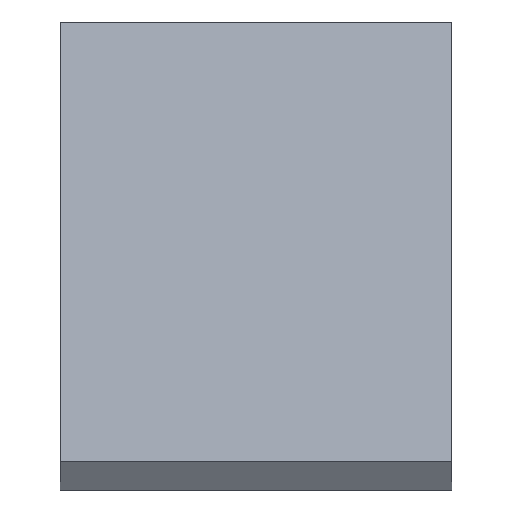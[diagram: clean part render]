
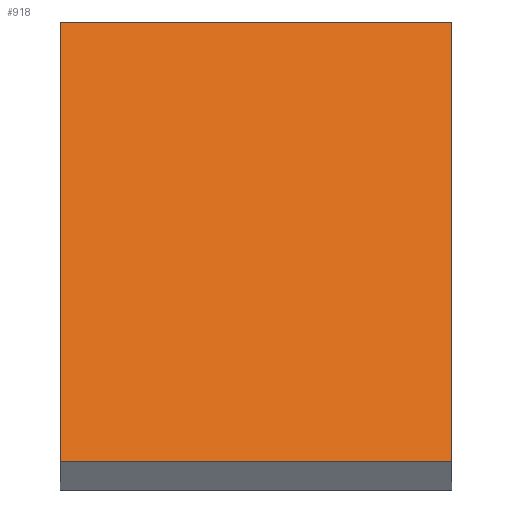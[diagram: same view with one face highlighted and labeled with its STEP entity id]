
A CAD part, top view. The second image highlights one B-rep face of the part: STEP entity #918.
In plain terms, the highlighted planar face has unit normal (0, 0.259, 0.966).
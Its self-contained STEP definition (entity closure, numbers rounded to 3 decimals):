
#23 = DIRECTION ( 'NONE',  ( -1., 0., 0. ) ) ;
#28 = PLANE ( 'NONE',  #275 ) ;
#41 = ORIENTED_EDGE ( 'NONE', *, *, #545, .T. ) ;
#64 = ORIENTED_EDGE ( 'NONE', *, *, #832, .T. ) ;
#137 = DIRECTION ( 'NONE',  ( -1., 0., 0. ) ) ;
#153 = EDGE_CURVE ( 'NONE', #521, #176, #869, .T. ) ;
#176 = VERTEX_POINT ( 'NONE', #586 ) ;
#252 = CARTESIAN_POINT ( 'NONE',  ( 19.363, 119.833, -22.879 ) ) ;
#263 = VERTEX_POINT ( 'NONE', #252 ) ;
#275 = AXIS2_PLACEMENT_3D ( 'NONE', #402, #898, #615 ) ;
#365 = VERTEX_POINT ( 'NONE', #634 ) ;
#367 = CARTESIAN_POINT ( 'NONE',  ( 19.363, 76.366, -11.232 ) ) ;
#381 = LINE ( 'NONE', #673, #556 ) ;
#402 = CARTESIAN_POINT ( 'NONE',  ( 19.363, 76.366, -11.232 ) ) ;
#403 = VECTOR ( 'NONE', #948, 1000. ) ;
#430 = LINE ( 'NONE', #738, #539 ) ;
#446 = DIRECTION ( 'NONE',  ( 0., 0.966, -0.259 ) ) ;
#503 = EDGE_CURVE ( 'NONE', #176, #365, #430, .T. ) ;
#521 = VERTEX_POINT ( 'NONE', #367 ) ;
#539 = VECTOR ( 'NONE', #446, 1000. ) ;
#545 = EDGE_CURVE ( 'NONE', #521, #263, #956, .T. ) ;
#553 = VECTOR ( 'NONE', #137, 1000. ) ;
#556 = VECTOR ( 'NONE', #23, 1000. ) ;
#585 = CARTESIAN_POINT ( 'NONE',  ( 19.363, 76.366, -11.232 ) ) ;
#586 = CARTESIAN_POINT ( 'NONE',  ( -19.363, 76.366, -11.232 ) ) ;
#588 = EDGE_LOOP ( 'NONE', ( #645, #924, #41, #64 ) ) ;
#615 = DIRECTION ( 'NONE',  ( 0., -0.966, 0.259 ) ) ;
#634 = CARTESIAN_POINT ( 'NONE',  ( -19.363, 119.833, -22.879 ) ) ;
#645 = ORIENTED_EDGE ( 'NONE', *, *, #503, .F. ) ;
#673 = CARTESIAN_POINT ( 'NONE',  ( 19.363, 119.833, -22.879 ) ) ;
#738 = CARTESIAN_POINT ( 'NONE',  ( -19.363, 76.366, -11.232 ) ) ;
#749 = FACE_OUTER_BOUND ( 'NONE', #588, .T. ) ;
#798 = CARTESIAN_POINT ( 'NONE',  ( 19.363, 76.366, -11.232 ) ) ;
#832 = EDGE_CURVE ( 'NONE', #263, #365, #381, .T. ) ;
#869 = LINE ( 'NONE', #798, #553 ) ;
#898 = DIRECTION ( 'NONE',  ( 0., 0.259, 0.966 ) ) ;
#918 = ADVANCED_FACE ( 'NONE', ( #749 ), #28, .T. ) ;
#924 = ORIENTED_EDGE ( 'NONE', *, *, #153, .F. ) ;
#948 = DIRECTION ( 'NONE',  ( 0., 0.966, -0.259 ) ) ;
#956 = LINE ( 'NONE', #585, #403 ) ;
